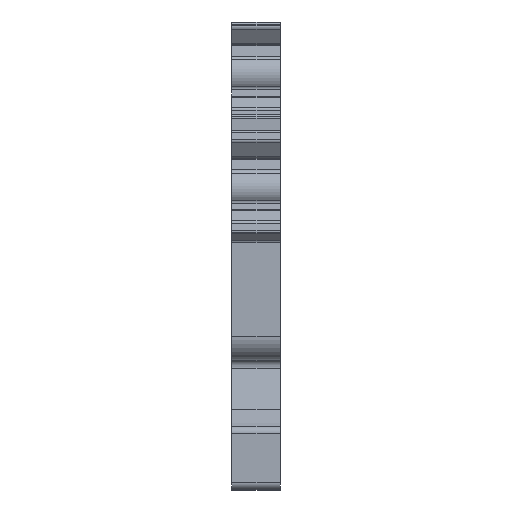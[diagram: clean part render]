
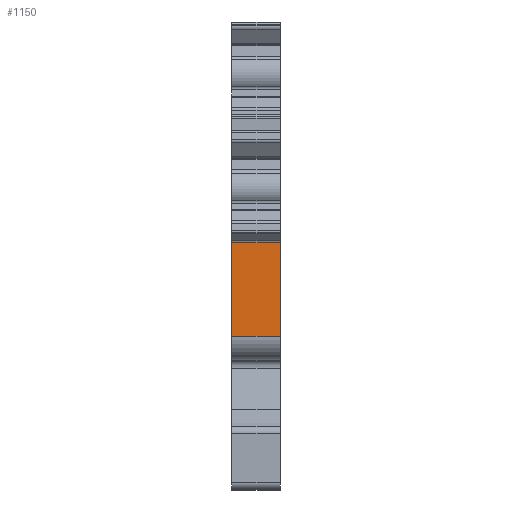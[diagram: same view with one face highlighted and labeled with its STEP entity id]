
A CAD part, left-side view. The second image highlights one B-rep face of the part: STEP entity #1150.
In plain terms, the highlighted planar face has unit normal (-1, 0, 0).
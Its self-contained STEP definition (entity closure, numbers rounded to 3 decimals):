
#1150 = ADVANCED_FACE ( 'NONE', ( #23480 ), #4798, .F. ) ;
#1352 = EDGE_CURVE ( 'NONE', #15784, #33107, #30118, .T. ) ;
#1457 = EDGE_LOOP ( 'NONE', ( #11119, #35601, #3223, #41222 ) ) ;
#2828 = DIRECTION ( 'NONE',  ( 0., 0., 1. ) ) ;
#3223 = ORIENTED_EDGE ( 'NONE', *, *, #7927, .F. ) ;
#4798 = PLANE ( 'NONE',  #20106 ) ;
#5038 = CARTESIAN_POINT ( 'NONE',  ( -56.9, 0., 18.488 ) ) ;
#5262 = DIRECTION ( 'NONE',  ( 1., 0., 0. ) ) ;
#7927 = EDGE_CURVE ( 'NONE', #31641, #45049, #35251, .T. ) ;
#10668 = DIRECTION ( 'NONE',  ( 0., -1., 0. ) ) ;
#11119 = ORIENTED_EDGE ( 'NONE', *, *, #1352, .T. ) ;
#13222 = DIRECTION ( 'NONE',  ( 0., -1., 0. ) ) ;
#14015 = LINE ( 'NONE', #14470, #32994 ) ;
#14470 = CARTESIAN_POINT ( 'NONE',  ( -56.9, 5., 18.488 ) ) ;
#15784 = VERTEX_POINT ( 'NONE', #17104 ) ;
#16293 = CARTESIAN_POINT ( 'NONE',  ( -56.9, 5., 8.734 ) ) ;
#16718 = CARTESIAN_POINT ( 'NONE',  ( -56.9, 5., 8.734 ) ) ;
#17104 = CARTESIAN_POINT ( 'NONE',  ( -56.9, 0., 8.734 ) ) ;
#17130 = EDGE_CURVE ( 'NONE', #31641, #15784, #45317, .T. ) ;
#20106 = AXIS2_PLACEMENT_3D ( 'NONE', #33885, #5262, #34348 ) ;
#20875 = VECTOR ( 'NONE', #44505, 1000. ) ;
#22250 = CARTESIAN_POINT ( 'NONE',  ( -56.9, 0., 18.488 ) ) ;
#22916 = VECTOR ( 'NONE', #2828, 1000. ) ;
#23480 = FACE_OUTER_BOUND ( 'NONE', #1457, .T. ) ;
#26728 = VECTOR ( 'NONE', #13222, 1000. ) ;
#30118 = LINE ( 'NONE', #5038, #20875 ) ;
#31209 = EDGE_CURVE ( 'NONE', #45049, #33107, #14015, .T. ) ;
#31641 = VERTEX_POINT ( 'NONE', #16718 ) ;
#32994 = VECTOR ( 'NONE', #10668, 1000. ) ;
#33107 = VERTEX_POINT ( 'NONE', #22250 ) ;
#33885 = CARTESIAN_POINT ( 'NONE',  ( -56.9, 5., 18.488 ) ) ;
#34348 = DIRECTION ( 'NONE',  ( 0., 1., 0. ) ) ;
#35166 = CARTESIAN_POINT ( 'NONE',  ( -56.9, 5., 18.488 ) ) ;
#35251 = LINE ( 'NONE', #39036, #22916 ) ;
#35601 = ORIENTED_EDGE ( 'NONE', *, *, #31209, .F. ) ;
#39036 = CARTESIAN_POINT ( 'NONE',  ( -56.9, 5., 18.488 ) ) ;
#41222 = ORIENTED_EDGE ( 'NONE', *, *, #17130, .T. ) ;
#44505 = DIRECTION ( 'NONE',  ( 0., 0., 1. ) ) ;
#45049 = VERTEX_POINT ( 'NONE', #35166 ) ;
#45317 = LINE ( 'NONE', #16293, #26728 ) ;
